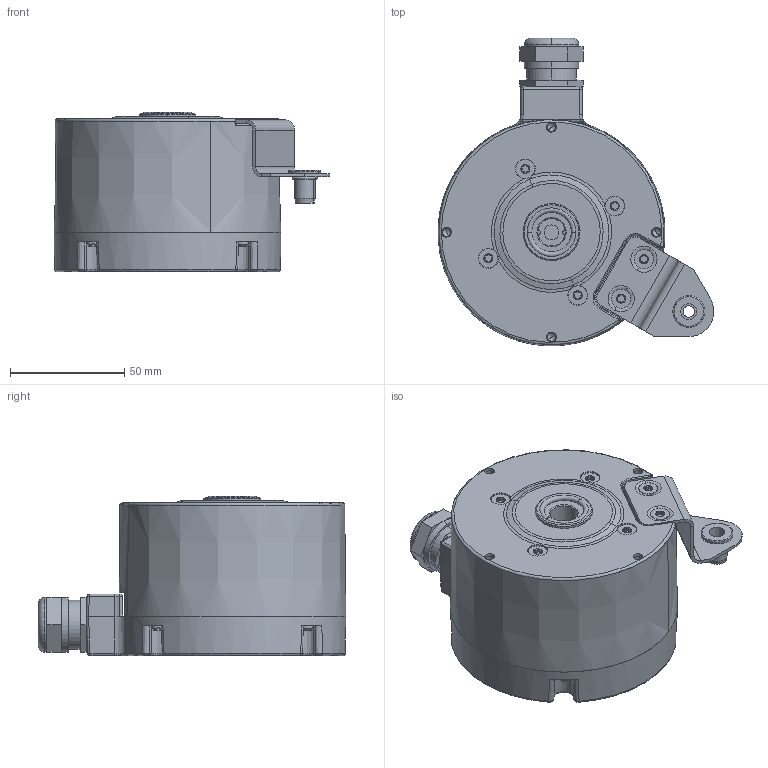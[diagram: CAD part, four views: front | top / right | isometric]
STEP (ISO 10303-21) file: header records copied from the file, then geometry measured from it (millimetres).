
FILE_DESCRIPTION((''),'2;1');
FILE_NAME('751396-01','2013-08-06T',('se2562'),(''),'PRO/ENGINEER BY PARAMETRIC TECHNOLOGY CORPORATION, 2011410','PRO/ENGINEER BY PARAMETRIC TECHNOLOGY CORPORATION, 2011410','');
FILE_SCHEMA(('CONFIG_CONTROL_DESIGN'));
Length unit declared in the file: millimetre
Products named in the file (1): 751396-01
Bounding box: 120.92 x 134.83 x 69.8 mm (x, y, z)
Volume: 253624.9 mm3; surface area: 115835.5 mm2
Topology: 20 solids, 40 shells, 1194 faces, 2759 edges, 1583 vertices
Faces by surface type: cylinder 342, cone 258, plane 223, torus 169, bspline 108, sphere 94
Entity records: 43316 total; most frequent: CARTESIAN_POINT 17313, DIRECTION 5728, ORIENTED_EDGE 5218, EDGE_CURVE 2609, AXIS2_PLACEMENT_3D 2496, VERTEX_POINT 1583, CIRCLE 1410, EDGE_LOOP 1308
